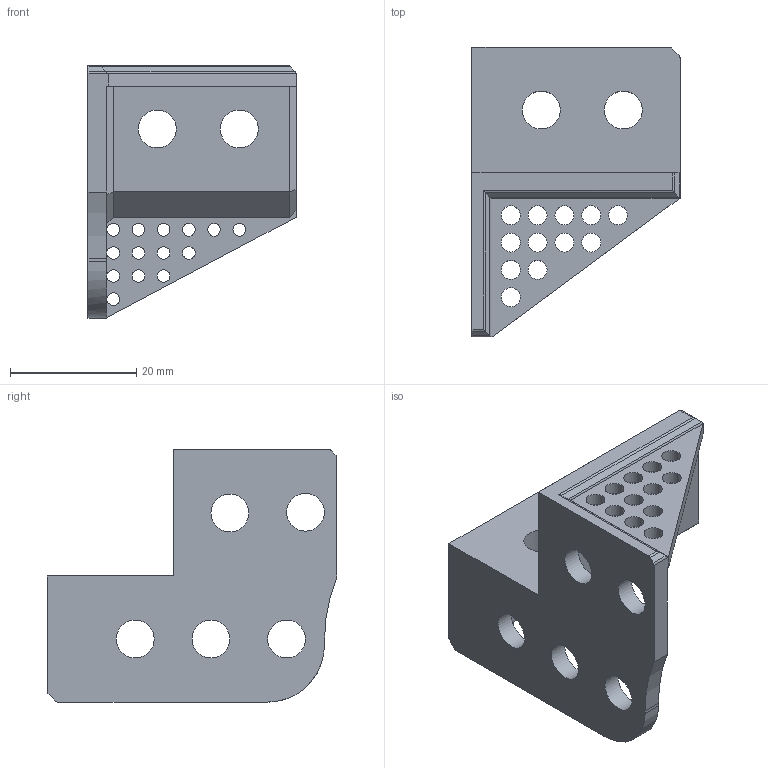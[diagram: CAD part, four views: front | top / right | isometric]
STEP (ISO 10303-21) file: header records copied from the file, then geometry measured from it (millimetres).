
FILE_DESCRIPTION(/* description */ (''),/* implementation_level */ '2;1');
FILE_NAME(/* name */ 'RightAngleBracket4.step',/* time_stamp */ '2024-08-25T23:57:05+01:00',/* author */ (''),/* organization */ (''),/* preprocessor_version */ 'ST-DEVELOPER v20',/* originating_system */ 'Autodesk Translation Framework v13.14.0.145',/* authorisation */ '');
FILE_SCHEMA (('AUTOMOTIVE_DESIGN { 1 0 10303 214 3 1 1 }'));
Length unit declared in the file: millimetre
Products named in the file (1): RightAngleBracketPrinted v1(Mirror)(Mirror)
Bounding box: 33 x 46 x 40 mm (x, y, z)
Volume: 9521.1 mm3; surface area: 7416 mm2
Topology: 1 solids, 1 shells, 86 faces, 247 edges, 155 vertices
Faces by surface type: cylinder 53, plane 33
Full cylindrical faces by diameter (mm): 2 x14, 3 x12, 6 x9
Entity records: 3001 total; most frequent: DIRECTION 524, CARTESIAN_POINT 496, ORIENTED_EDGE 494, EDGE_CURVE 247, AXIS2_PLACEMENT_3D 191, VERTEX_POINT 155, EDGE_LOOP 148, LINE 142
